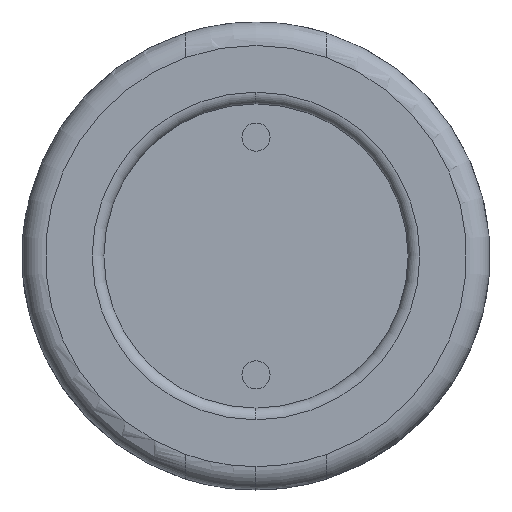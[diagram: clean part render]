
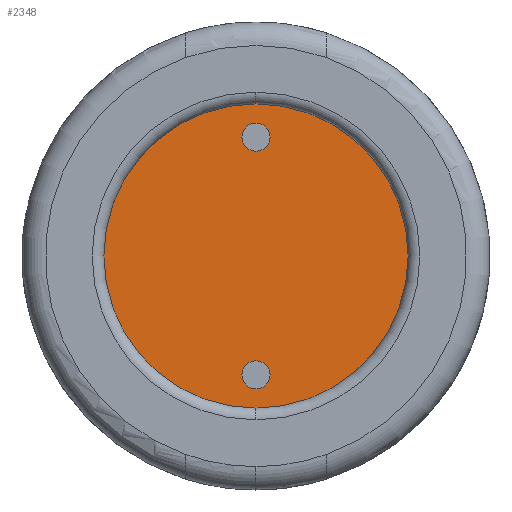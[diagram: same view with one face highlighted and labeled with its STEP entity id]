
A CAD part, left-side view. The second image highlights one B-rep face of the part: STEP entity #2348.
In plain terms, the highlighted planar face has unit normal (-1, 0, 0).
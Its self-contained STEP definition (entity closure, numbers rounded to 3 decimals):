
#64 = VERTEX_POINT ( 'NONE', #6089 ) ;
#243 = CARTESIAN_POINT ( 'NONE',  ( 0.25, 0., 2.54 ) ) ;
#474 = CIRCLE ( 'NONE', #8665, 0.3 ) ;
#566 = EDGE_LOOP ( 'NONE', ( #6199, #3984 ) ) ;
#751 = FACE_OUTER_BOUND ( 'NONE', #5027, .T. ) ;
#849 = DIRECTION ( 'NONE',  ( 0., 0., 1. ) ) ;
#855 = FACE_BOUND ( 'NONE', #3063, .T. ) ;
#910 = DIRECTION ( 'NONE',  ( 0., 0., -1. ) ) ;
#944 = CIRCLE ( 'NONE', #4952, 3.25 ) ;
#969 = CARTESIAN_POINT ( 'NONE',  ( 0.25, 0., 2.54 ) ) ;
#1095 = VERTEX_POINT ( 'NONE', #2762 ) ;
#1493 = CARTESIAN_POINT ( 'NONE',  ( 0.25, 0., 0. ) ) ;
#1770 = CARTESIAN_POINT ( 'NONE',  ( 0.25, 0., -3.25 ) ) ;
#1966 = AXIS2_PLACEMENT_3D ( 'NONE', #3440, #6637, #6270 ) ;
#1976 = CIRCLE ( 'NONE', #1966, 0.3 ) ;
#2096 = EDGE_CURVE ( 'NONE', #3195, #8325, #3796, .T. ) ;
#2348 = ADVANCED_FACE ( 'NONE', ( #5616, #855, #751 ), #8647, .T. ) ;
#2762 = CARTESIAN_POINT ( 'NONE',  ( 0.25, 0., -2.84 ) ) ;
#3063 = EDGE_LOOP ( 'NONE', ( #9765, #7565 ) ) ;
#3195 = VERTEX_POINT ( 'NONE', #7687 ) ;
#3409 = VERTEX_POINT ( 'NONE', #1770 ) ;
#3427 = CARTESIAN_POINT ( 'NONE',  ( 0.25, 0., 3.25 ) ) ;
#3440 = CARTESIAN_POINT ( 'NONE',  ( 0.25, 0., -2.54 ) ) ;
#3553 = DIRECTION ( 'NONE',  ( -1., 0., 0. ) ) ;
#3796 = CIRCLE ( 'NONE', #9618, 0.3 ) ;
#3830 = ORIENTED_EDGE ( 'NONE', *, *, #8210, .T. ) ;
#3984 = ORIENTED_EDGE ( 'NONE', *, *, #7857, .F. ) ;
#4273 = DIRECTION ( 'NONE',  ( -1., 0., 0. ) ) ;
#4687 = DIRECTION ( 'NONE',  ( -1., 0., 0. ) ) ;
#4767 = EDGE_CURVE ( 'NONE', #3409, #9961, #8639, .T. ) ;
#4783 = ORIENTED_EDGE ( 'NONE', *, *, #4767, .T. ) ;
#4952 = AXIS2_PLACEMENT_3D ( 'NONE', #9531, #8018, #849 ) ;
#5027 = EDGE_LOOP ( 'NONE', ( #4783, #3830 ) ) ;
#5146 = CARTESIAN_POINT ( 'NONE',  ( 0.25, 0., -2.54 ) ) ;
#5216 = CARTESIAN_POINT ( 'NONE',  ( 0.25, 0., 0. ) ) ;
#5232 = CARTESIAN_POINT ( 'NONE',  ( 0.25, 0., 2.84 ) ) ;
#5303 = AXIS2_PLACEMENT_3D ( 'NONE', #5216, #3553, #9140 ) ;
#5616 = FACE_BOUND ( 'NONE', #566, .T. ) ;
#5900 = DIRECTION ( 'NONE',  ( 0., 0., 1. ) ) ;
#6089 = CARTESIAN_POINT ( 'NONE',  ( 0.25, 0., -2.24 ) ) ;
#6199 = ORIENTED_EDGE ( 'NONE', *, *, #2096, .F. ) ;
#6270 = DIRECTION ( 'NONE',  ( 0., 0., 1. ) ) ;
#6322 = DIRECTION ( 'NONE',  ( 0., 0., -1. ) ) ;
#6637 = DIRECTION ( 'NONE',  ( -1., 0., 0. ) ) ;
#6785 = DIRECTION ( 'NONE',  ( -1., 0., 0. ) ) ;
#6994 = AXIS2_PLACEMENT_3D ( 'NONE', #243, #9818, #6322 ) ;
#7054 = EDGE_CURVE ( 'NONE', #1095, #64, #474, .T. ) ;
#7565 = ORIENTED_EDGE ( 'NONE', *, *, #9122, .F. ) ;
#7661 = AXIS2_PLACEMENT_3D ( 'NONE', #1493, #4687, #7869 ) ;
#7687 = CARTESIAN_POINT ( 'NONE',  ( 0.25, 0., 2.24 ) ) ;
#7857 = EDGE_CURVE ( 'NONE', #8325, #3195, #8147, .T. ) ;
#7869 = DIRECTION ( 'NONE',  ( 0., 0., 1. ) ) ;
#8018 = DIRECTION ( 'NONE',  ( -1., 0., 0. ) ) ;
#8147 = CIRCLE ( 'NONE', #6994, 0.3 ) ;
#8210 = EDGE_CURVE ( 'NONE', #9961, #3409, #944, .T. ) ;
#8325 = VERTEX_POINT ( 'NONE', #5232 ) ;
#8639 = CIRCLE ( 'NONE', #5303, 3.25 ) ;
#8647 = PLANE ( 'NONE',  #7661 ) ;
#8665 = AXIS2_PLACEMENT_3D ( 'NONE', #5146, #6785, #5900 ) ;
#9122 = EDGE_CURVE ( 'NONE', #64, #1095, #1976, .T. ) ;
#9140 = DIRECTION ( 'NONE',  ( 0., 0., 1. ) ) ;
#9531 = CARTESIAN_POINT ( 'NONE',  ( 0.25, 0., 0. ) ) ;
#9618 = AXIS2_PLACEMENT_3D ( 'NONE', #969, #4273, #910 ) ;
#9765 = ORIENTED_EDGE ( 'NONE', *, *, #7054, .F. ) ;
#9818 = DIRECTION ( 'NONE',  ( -1., 0., 0. ) ) ;
#9961 = VERTEX_POINT ( 'NONE', #3427 ) ;
